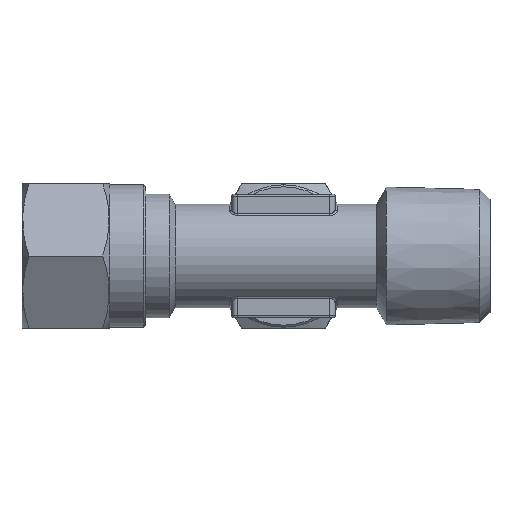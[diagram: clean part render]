
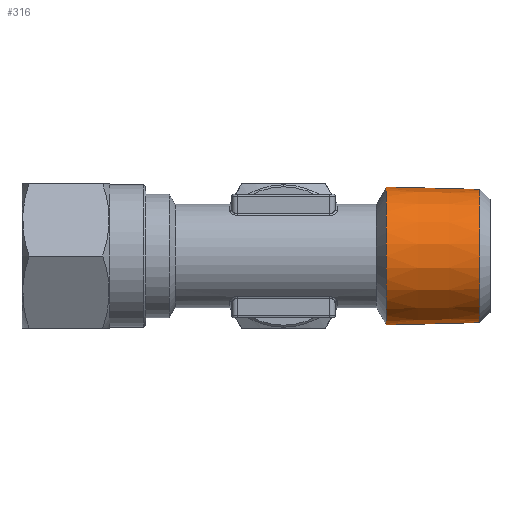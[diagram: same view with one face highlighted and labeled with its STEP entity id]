
A CAD part, left-side view. The second image highlights one B-rep face of the part: STEP entity #316.
In plain terms, the highlighted conical face has half-angle 1.47 degrees and reference radius 6.707 mm.
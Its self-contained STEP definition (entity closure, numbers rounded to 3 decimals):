
#101 = EDGE_CURVE ( 'NONE', #4109, #4108, #3779, .T. ) ;
#165 = EDGE_CURVE ( 'NONE', #4110, #4111, #3718, .T. ) ;
#316 = ADVANCED_FACE ( 'NONE', ( #673 ), #4792, .T. ) ;
#400 = ORIENTED_EDGE ( 'NONE', *, *, #3277, .T. ) ;
#406 = ORIENTED_EDGE ( 'NONE', *, *, #1552, .F. ) ;
#407 = ORIENTED_EDGE ( 'NONE', *, *, #101, .F. ) ;
#409 = ORIENTED_EDGE ( 'NONE', *, *, #165, .F. ) ;
#673 = FACE_OUTER_BOUND ( 'NONE', #4381, .T. ) ;
#710 = LINE ( 'NONE', #1138, #4874 ) ;
#731 = LINE ( 'NONE', #1317, #5743 ) ;
#1138 = CARTESIAN_POINT ( 'NONE',  ( 0., -9., -6.707 ) ) ;
#1139 = DIRECTION ( 'NONE',  ( 0., 1., -0.026 ) ) ;
#1317 = CARTESIAN_POINT ( 'NONE',  ( 0., -9., 6.707 ) ) ;
#1318 = DIRECTION ( 'NONE',  ( 0., 1., 0.026 ) ) ;
#1552 = EDGE_CURVE ( 'NONE', #4108, #4110, #710, .T. ) ;
#1740 = CARTESIAN_POINT ( 'NONE',  ( 0., -9.971, 0. ) ) ;
#1741 = DIRECTION ( 'NONE',  ( 0., 1., 0. ) ) ;
#1742 = DIRECTION ( 'NONE',  ( 0., 0., 1. ) ) ;
#2655 = CARTESIAN_POINT ( 'NONE',  ( 0., -9., 0. ) ) ;
#2656 = DIRECTION ( 'NONE',  ( 0., 1., 0. ) ) ;
#2657 = DIRECTION ( 'NONE',  ( 0., 0., 1. ) ) ;
#3012 = CARTESIAN_POINT ( 'NONE',  ( 0., -19., 0. ) ) ;
#3013 = DIRECTION ( 'NONE',  ( 0., -1., 0. ) ) ;
#3014 = DIRECTION ( 'NONE',  ( 0., 0., -1. ) ) ;
#3277 = EDGE_CURVE ( 'NONE', #4109, #4111, #731, .T. ) ;
#3707 = AXIS2_PLACEMENT_3D ( 'NONE', #1740, #1741, #1742 ) ;
#3718 = CIRCLE ( 'NONE', #3707, 6.682 ) ;
#3778 = AXIS2_PLACEMENT_3D ( 'NONE', #3012, #3013, #3014 ) ;
#3779 = CIRCLE ( 'NONE', #3778, 6.45 ) ;
#4108 = VERTEX_POINT ( 'NONE', #5300 ) ;
#4109 = VERTEX_POINT ( 'NONE', #5301 ) ;
#4110 = VERTEX_POINT ( 'NONE', #5302 ) ;
#4111 = VERTEX_POINT ( 'NONE', #5303 ) ;
#4381 = EDGE_LOOP ( 'NONE', ( #406, #407, #400, #409 ) ) ;
#4789 = AXIS2_PLACEMENT_3D ( 'NONE', #2655, #2656, #2657 ) ;
#4792 = CONICAL_SURFACE ( 'NONE', #4789, 6.707, 0.026 ) ;
#4874 = VECTOR ( 'NONE', #1139, 1000. ) ;
#5300 = CARTESIAN_POINT ( 'NONE',  ( 0., -19., -6.45 ) ) ;
#5301 = CARTESIAN_POINT ( 'NONE',  ( 0., -19., 6.45 ) ) ;
#5302 = CARTESIAN_POINT ( 'NONE',  ( 0., -9.971, -6.682 ) ) ;
#5303 = CARTESIAN_POINT ( 'NONE',  ( 0., -9.971, 6.682 ) ) ;
#5743 = VECTOR ( 'NONE', #1318, 1000. ) ;
